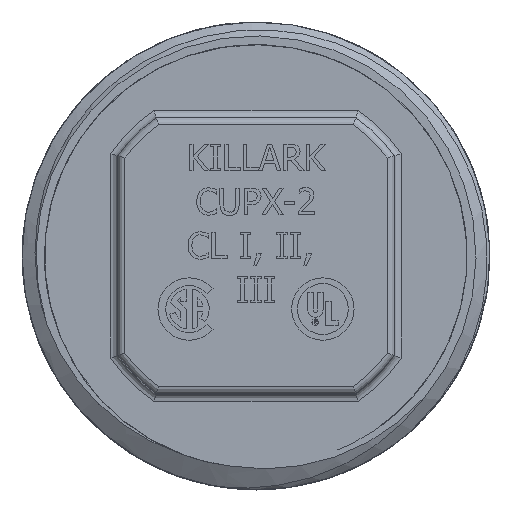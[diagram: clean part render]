
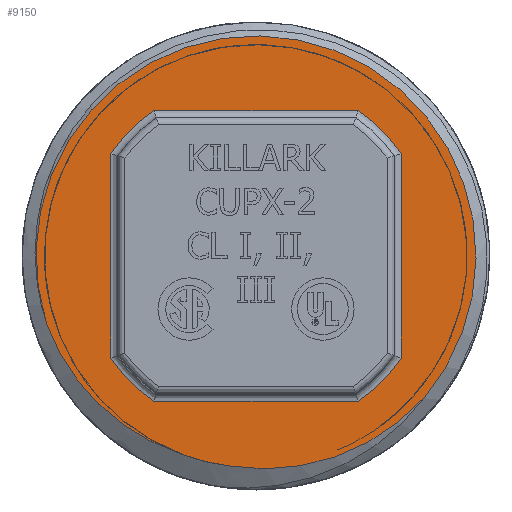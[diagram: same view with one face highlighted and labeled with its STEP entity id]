
A CAD part, top view. The second image highlights one B-rep face of the part: STEP entity #9150.
In plain terms, the highlighted planar face has unit normal (0, 0, 1).
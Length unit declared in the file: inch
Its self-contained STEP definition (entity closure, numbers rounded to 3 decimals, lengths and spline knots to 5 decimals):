
#28=FACE_BOUND('',#1177,.T.);
#123=PLANE('',#9651);
#492=CIRCLE('',#9562,0.47518);
#494=CIRCLE('',#9634,0.3985);
#496=CIRCLE('',#9637,0.3985);
#498=CIRCLE('',#9640,0.3985);
#500=CIRCLE('',#9643,0.3985);
#504=CIRCLE('',#9652,0.49375);
#688=FACE_OUTER_BOUND('',#1176,.T.);
#1176=EDGE_LOOP('',(#6532,#6533,#6534,#6535));
#1177=EDGE_LOOP('',(#6536,#6537,#6538,#6539,#6540,#6541,#6542,#6543));
#1656=B_SPLINE_CURVE_WITH_KNOTS('',3,(#14877,#14878,#14879,#14880,#14881,
#14882,#14883,#14884,#14885,#14886,#14887,#14888,#14889,#14890,#14891,#14892,
#14893,#14894,#14895,#14896,#14897,#14898,#14899,#14900,#14901,#14902,#14903,
#14904,#14905,#14906,#14907),.UNSPECIFIED.,.F.,.F.,(4,3,3,3,3,3,3,3,3,3,
4),(2.15055,2.34962,2.43718,2.50457,
2.55291,2.64127,2.7942,2.88522,2.93861,
3.13229,3.25301),.UNSPECIFIED.);
#1666=B_SPLINE_CURVE_WITH_KNOTS('',3,(#16133,#16134,#16135,#16136,#16137,
#16138,#16139,#16140,#16141,#16142,#16143,#16144,#16145,#16146,#16147,#16148,
#16149,#16150,#16151,#16152,#16153,#16154,#16155,#16156,#16157,#16158,#16159,
#16160,#16161,#16162,#16163),.UNSPECIFIED.,.F.,.F.,(4,3,3,3,3,3,3,3,3,3,
4),(0.,0.19263,0.3875,0.45988,0.50517,
0.60418,0.80066,0.91359,0.96053,
1.15955,1.2262),.UNSPECIFIED.);
#1997=LINE('',#16170,#3001);
#1999=LINE('',#16205,#3003);
#2001=LINE('',#16240,#3005);
#2003=LINE('',#16275,#3007);
#3001=VECTOR('',#10356,0.3937);
#3003=VECTOR('',#10360,0.3937);
#3005=VECTOR('',#10364,0.3937);
#3007=VECTOR('',#10368,0.3937);
#3853=VERTEX_POINT('',#13532);
#3854=VERTEX_POINT('',#13550);
#3996=VERTEX_POINT('',#14876);
#3999=VERTEX_POINT('',#16095);
#4000=VERTEX_POINT('',#16168);
#4001=VERTEX_POINT('',#16169);
#4004=VERTEX_POINT('',#16203);
#4005=VERTEX_POINT('',#16204);
#4008=VERTEX_POINT('',#16238);
#4009=VERTEX_POINT('',#16239);
#4012=VERTEX_POINT('',#16273);
#4013=VERTEX_POINT('',#16274);
#4713=EDGE_CURVE('',#3854,#3853,#492,.T.);
#4930=EDGE_CURVE('',#3996,#3854,#1656,.T.);
#4940=EDGE_CURVE('',#3853,#3999,#1666,.T.);
#4942=EDGE_CURVE('',#4000,#4001,#1997,.T.);
#4946=EDGE_CURVE('',#4004,#4005,#1999,.T.);
#4950=EDGE_CURVE('',#4008,#4009,#2001,.T.);
#4954=EDGE_CURVE('',#4012,#4013,#2003,.T.);
#4958=EDGE_CURVE('',#4009,#4012,#494,.T.);
#4960=EDGE_CURVE('',#4013,#4004,#496,.T.);
#4962=EDGE_CURVE('',#4001,#4008,#498,.T.);
#4964=EDGE_CURVE('',#4005,#4000,#500,.T.);
#4975=EDGE_CURVE('',#3996,#3999,#504,.T.);
#6532=ORIENTED_EDGE('',*,*,#4940,.T.);
#6533=ORIENTED_EDGE('',*,*,#4975,.F.);
#6534=ORIENTED_EDGE('',*,*,#4930,.T.);
#6535=ORIENTED_EDGE('',*,*,#4713,.T.);
#6536=ORIENTED_EDGE('',*,*,#4954,.F.);
#6537=ORIENTED_EDGE('',*,*,#4958,.F.);
#6538=ORIENTED_EDGE('',*,*,#4950,.F.);
#6539=ORIENTED_EDGE('',*,*,#4962,.F.);
#6540=ORIENTED_EDGE('',*,*,#4942,.F.);
#6541=ORIENTED_EDGE('',*,*,#4964,.F.);
#6542=ORIENTED_EDGE('',*,*,#4946,.F.);
#6543=ORIENTED_EDGE('',*,*,#4960,.F.);
#9150=ADVANCED_FACE('',(#688,#28),#123,.T.);
#9562=AXIS2_PLACEMENT_3D('',#13551,#10051,#10052);
#9634=AXIS2_PLACEMENT_3D('',#16308,#10372,#10373);
#9637=AXIS2_PLACEMENT_3D('',#16311,#10378,#10379);
#9640=AXIS2_PLACEMENT_3D('',#16314,#10384,#10385);
#9643=AXIS2_PLACEMENT_3D('',#16317,#10390,#10391);
#9651=AXIS2_PLACEMENT_3D('',#16337,#10413,#10414);
#9652=AXIS2_PLACEMENT_3D('',#16338,#10415,#10416);
#10051=DIRECTION('center_axis',(0.,0.,1.));
#10052=DIRECTION('ref_axis',(0.,1.,0.));
#10356=DIRECTION('',(0.,-1.,0.));
#10360=DIRECTION('',(-1.,0.,0.));
#10364=DIRECTION('',(1.,0.,0.));
#10368=DIRECTION('',(0.,1.,0.));
#10372=DIRECTION('center_axis',(0.,0.,1.));
#10373=DIRECTION('ref_axis',(0.707,-0.707,0.));
#10378=DIRECTION('center_axis',(0.,0.,1.));
#10379=DIRECTION('ref_axis',(0.707,0.707,0.));
#10384=DIRECTION('center_axis',(0.,0.,1.));
#10385=DIRECTION('ref_axis',(-0.707,-0.707,0.));
#10390=DIRECTION('center_axis',(0.,0.,1.));
#10391=DIRECTION('ref_axis',(-0.707,0.707,0.));
#10413=DIRECTION('center_axis',(0.,0.,1.));
#10414=DIRECTION('ref_axis',(1.,0.,0.));
#10415=DIRECTION('center_axis',(0.,0.,-1.));
#10416=DIRECTION('ref_axis',(1.,0.,0.));
#13532=CARTESIAN_POINT('',(-0.05935,-0.47146,-0.445));
#13550=CARTESIAN_POINT('',(-0.16941,-0.44396,-0.445));
#13551=CARTESIAN_POINT('Origin',(0.,0.,-0.445));
#14876=CARTESIAN_POINT('',(-0.46946,-0.15295,-0.445));
#14877=CARTESIAN_POINT('Ctrl Pts',(-0.46947,-0.15294,
-0.445));
#14878=CARTESIAN_POINT('Ctrl Pts',(-0.46036,-0.17728,
-0.445));
#14879=CARTESIAN_POINT('Ctrl Pts',(-0.44934,-0.20087,
-0.445));
#14880=CARTESIAN_POINT('Ctrl Pts',(-0.43654,-0.22347,
-0.445));
#14881=CARTESIAN_POINT('Ctrl Pts',(-0.43091,-0.23342,
-0.445));
#14882=CARTESIAN_POINT('Ctrl Pts',(-0.42493,-0.24317,
-0.445));
#14883=CARTESIAN_POINT('Ctrl Pts',(-0.41861,-0.25271,
-0.445));
#14884=CARTESIAN_POINT('Ctrl Pts',(-0.41375,-0.26005,
-0.445));
#14885=CARTESIAN_POINT('Ctrl Pts',(-0.40869,-0.26727,
-0.445));
#14886=CARTESIAN_POINT('Ctrl Pts',(-0.40343,-0.27435,
-0.445));
#14887=CARTESIAN_POINT('Ctrl Pts',(-0.39965,-0.27943,
-0.445));
#14888=CARTESIAN_POINT('Ctrl Pts',(-0.39578,-0.28444,
-0.445));
#14889=CARTESIAN_POINT('Ctrl Pts',(-0.39181,-0.28937,
-0.445));
#14890=CARTESIAN_POINT('Ctrl Pts',(-0.38456,-0.29837,
-0.445));
#14891=CARTESIAN_POINT('Ctrl Pts',(-0.37699,-0.30711,
-0.445));
#14892=CARTESIAN_POINT('Ctrl Pts',(-0.36912,-0.31555,
-0.445));
#14893=CARTESIAN_POINT('Ctrl Pts',(-0.3555,-0.33017,
-0.445));
#14894=CARTESIAN_POINT('Ctrl Pts',(-0.34097,-0.34391,
-0.445));
#14895=CARTESIAN_POINT('Ctrl Pts',(-0.32562,-0.35672,
-0.445));
#14896=CARTESIAN_POINT('Ctrl Pts',(-0.31649,-0.36434,
-0.445));
#14897=CARTESIAN_POINT('Ctrl Pts',(-0.30707,-0.37163,
-0.445));
#14898=CARTESIAN_POINT('Ctrl Pts',(-0.29738,-0.37858,
-0.445));
#14899=CARTESIAN_POINT('Ctrl Pts',(-0.2917,-0.38265,
-0.445));
#14900=CARTESIAN_POINT('Ctrl Pts',(-0.28593,-0.3866,
-0.445));
#14901=CARTESIAN_POINT('Ctrl Pts',(-0.28008,-0.39042,
-0.445));
#14902=CARTESIAN_POINT('Ctrl Pts',(-0.25887,-0.40427,
-0.445));
#14903=CARTESIAN_POINT('Ctrl Pts',(-0.23662,-0.41644,
-0.445));
#14904=CARTESIAN_POINT('Ctrl Pts',(-0.21353,-0.42679,
-0.445));
#14905=CARTESIAN_POINT('Ctrl Pts',(-0.19913,-0.43324,
-0.445));
#14906=CARTESIAN_POINT('Ctrl Pts',(-0.18441,-0.43897,
-0.445));
#14907=CARTESIAN_POINT('Ctrl Pts',(-0.16941,-0.44396,
-0.445));
#16095=CARTESIAN_POINT('',(0.37666,-0.31924,-0.445));
#16133=CARTESIAN_POINT('Ctrl Pts',(-0.05936,-0.4715,
-0.445));
#16134=CARTESIAN_POINT('Ctrl Pts',(-0.03442,-0.47564,
-0.445));
#16135=CARTESIAN_POINT('Ctrl Pts',(-0.00925,-0.47773,
-0.445));
#16136=CARTESIAN_POINT('Ctrl Pts',(0.01592,-0.47786,
-0.445));
#16137=CARTESIAN_POINT('Ctrl Pts',(0.04138,-0.47799,
-0.445));
#16138=CARTESIAN_POINT('Ctrl Pts',(0.06685,-0.47609,
-0.445));
#16139=CARTESIAN_POINT('Ctrl Pts',(0.09206,-0.47221,
-0.445));
#16140=CARTESIAN_POINT('Ctrl Pts',(0.10143,-0.47076,-0.445));
#16141=CARTESIAN_POINT('Ctrl Pts',(0.11076,-0.46904,
-0.445));
#16142=CARTESIAN_POINT('Ctrl Pts',(0.12004,-0.46705,
-0.445));
#16143=CARTESIAN_POINT('Ctrl Pts',(0.12585,-0.4658,
-0.445));
#16144=CARTESIAN_POINT('Ctrl Pts',(0.13164,-0.46444,
-0.445));
#16145=CARTESIAN_POINT('Ctrl Pts',(0.1374,-0.46298,
-0.445));
#16146=CARTESIAN_POINT('Ctrl Pts',(0.14998,-0.45978,
-0.445));
#16147=CARTESIAN_POINT('Ctrl Pts',(0.16241,-0.45608,
-0.445));
#16148=CARTESIAN_POINT('Ctrl Pts',(0.17465,-0.45188,
-0.445));
#16149=CARTESIAN_POINT('Ctrl Pts',(0.19895,-0.44355,
-0.445));
#16150=CARTESIAN_POINT('Ctrl Pts',(0.22253,-0.43326,
-0.445));
#16151=CARTESIAN_POINT('Ctrl Pts',(0.2452,-0.42118,
-0.445));
#16152=CARTESIAN_POINT('Ctrl Pts',(0.25822,-0.41423,
-0.445));
#16153=CARTESIAN_POINT('Ctrl Pts',(0.27095,-0.40669,
-0.445));
#16154=CARTESIAN_POINT('Ctrl Pts',(0.28334,-0.39857,
-0.445));
#16155=CARTESIAN_POINT('Ctrl Pts',(0.28848,-0.3952,
-0.445));
#16156=CARTESIAN_POINT('Ctrl Pts',(0.29358,-0.39172,
-0.445));
#16157=CARTESIAN_POINT('Ctrl Pts',(0.2986,-0.38816,
-0.445));
#16158=CARTESIAN_POINT('Ctrl Pts',(0.31991,-0.37303,
-0.445));
#16159=CARTESIAN_POINT('Ctrl Pts',(0.33994,-0.35627,
-0.445));
#16160=CARTESIAN_POINT('Ctrl Pts',(0.35851,-0.33805,
-0.445));
#16161=CARTESIAN_POINT('Ctrl Pts',(0.36472,-0.33194,
-0.445));
#16162=CARTESIAN_POINT('Ctrl Pts',(0.37078,-0.32567,
-0.445));
#16163=CARTESIAN_POINT('Ctrl Pts',(0.37666,-0.31924,
-0.445));
#16168=CARTESIAN_POINT('',(-0.326,0.22919,-0.445));
#16169=CARTESIAN_POINT('',(-0.326,-0.22919,-0.445));
#16170=CARTESIAN_POINT('',(-0.326,0.155,-0.445));
#16203=CARTESIAN_POINT('',(0.22919,0.326,-0.445));
#16204=CARTESIAN_POINT('',(-0.22919,0.326,-0.445));
#16205=CARTESIAN_POINT('',(0.155,0.326,-0.445));
#16238=CARTESIAN_POINT('',(-0.22919,-0.326,-0.445));
#16239=CARTESIAN_POINT('',(0.22919,-0.326,-0.445));
#16240=CARTESIAN_POINT('',(-0.155,-0.326,-0.445));
#16273=CARTESIAN_POINT('',(0.326,-0.22919,-0.445));
#16274=CARTESIAN_POINT('',(0.326,0.22919,-0.445));
#16275=CARTESIAN_POINT('',(0.326,-0.155,-0.445));
#16308=CARTESIAN_POINT('Origin',(0.,0.,-0.445));
#16311=CARTESIAN_POINT('Origin',(0.,0.,-0.445));
#16314=CARTESIAN_POINT('Origin',(0.,0.,-0.445));
#16317=CARTESIAN_POINT('Origin',(0.,0.,-0.445));
#16337=CARTESIAN_POINT('Origin',(0.,0.,-0.445));
#16338=CARTESIAN_POINT('Origin',(0.,0.,-0.445));
